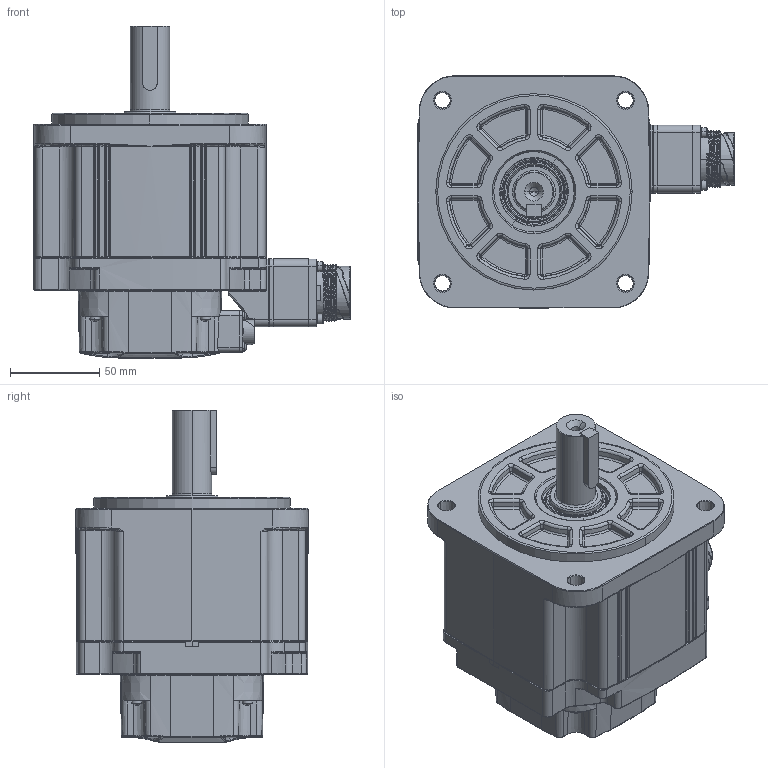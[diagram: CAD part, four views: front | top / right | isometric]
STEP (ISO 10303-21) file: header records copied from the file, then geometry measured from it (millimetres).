
FILE_DESCRIPTION (( 'STEP AP214' ), '1' );
FILE_NAME ('EM3G09D.STEP', '2023-11-15T08:55:06', ( '' ), ( '' ), 'SwSTEP 2.0', 'SolidWorks 2018', '' );
FILE_SCHEMA (( 'AUTOMOTIVE_DESIGN' ));
Length unit declared in the file: millimetre
Products named in the file (1): EM3G09D
Bounding box: 177.3 x 130 x 186 mm (x, y, z)
Surface area: 141899.3 mm2 (no closed solid volume)
Topology: 0 solids, 55 shells, 3769 faces, 9472 edges, 5930 vertices
Faces by surface type: plane 1339, cylinder 1138, bspline 722, torus 284, cone 254, sphere 32
Entity records: 183667 total; most frequent: CARTESIAN_POINT 56998, ORIENTED_EDGE 18438, DIRECTION 17005, EDGE_CURVE 9374, AXIS2_PLACEMENT_3D 6354, VERTEX_POINT 5930, VECTOR 4297, LINE 4297
